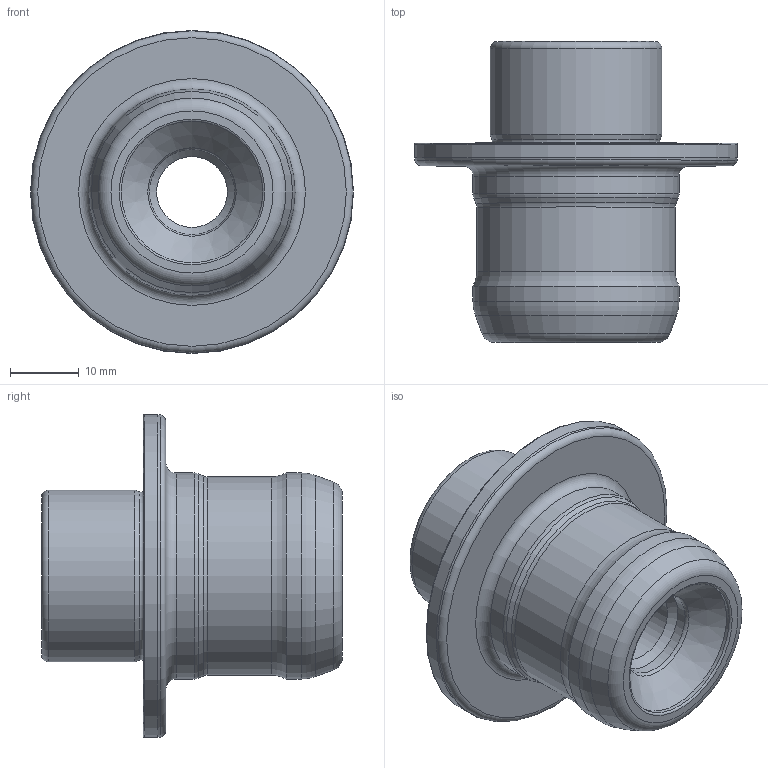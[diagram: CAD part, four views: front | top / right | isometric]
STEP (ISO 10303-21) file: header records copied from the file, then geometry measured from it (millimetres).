
FILE_DESCRIPTION (( 'STEP AP214' ), '1' );
FILE_NAME ('STARK_804 474_A.STEP', '2019-03-19T06:33:28', ( '' ), ( '' ), 'SwSTEP 2.0', 'SolidWorks 2017', '' );
FILE_SCHEMA (( 'AUTOMOTIVE_DESIGN' ));
Length unit declared in the file: millimetre
Products named in the file (1): STARK_804 474_A
Bounding box: 47 x 43.8 x 47 mm (x, y, z)
Volume: 25094.8 mm3; surface area: 8441.2 mm2
Topology: 1 solids, 1 shells, 35 faces, 66 edges, 35 vertices
Faces by surface type: torus 13, cone 9, cylinder 9, plane 4
Full cylindrical faces by diameter (mm): 10.3 x1, 12.4 x2, 20.6 x1, 25 x1, 28.885 x1, 30 x2, 47 x1
Entity records: 742 total; most frequent: DIRECTION 142, CARTESIAN_POINT 106, AXIS2_PLACEMENT_3D 71, ORIENTED_EDGE 70, EDGE_LOOP 70, FACE_OUTER_BOUND 57, EDGE_CURVE 35, VERTEX_POINT 35
